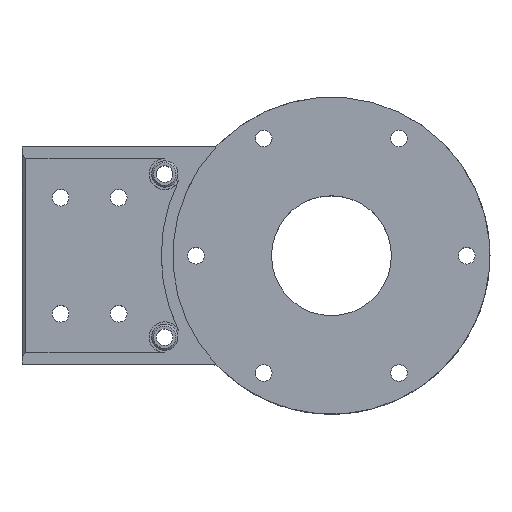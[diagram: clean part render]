
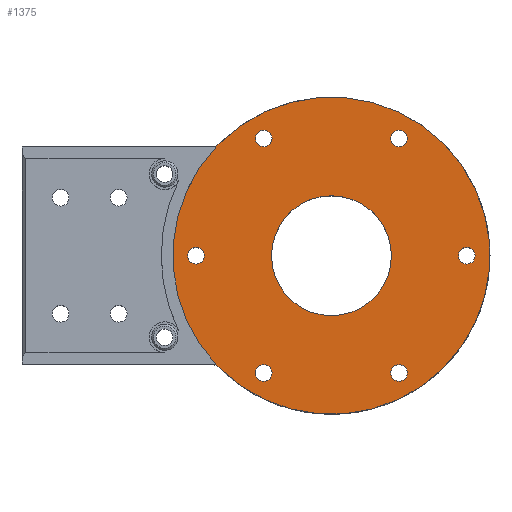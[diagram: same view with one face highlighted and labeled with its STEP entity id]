
A CAD part, top view. The second image highlights one B-rep face of the part: STEP entity #1375.
In plain terms, the highlighted planar face has unit normal (0, 0, 1).
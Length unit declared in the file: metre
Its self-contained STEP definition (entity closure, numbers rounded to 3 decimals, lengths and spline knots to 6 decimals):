
#26=PLANE('',#1477);
#82=LINE('',#2064,#193);
#88=LINE('',#2094,#199);
#193=VECTOR('',#1636,1.);
#199=VECTOR('',#1664,1.);
#316=ORIENTED_EDGE('',*,*,#678,.T.);
#317=ORIENTED_EDGE('',*,*,#679,.T.);
#318=ORIENTED_EDGE('',*,*,#680,.T.);
#319=ORIENTED_EDGE('',*,*,#681,.T.);
#320=ORIENTED_EDGE('',*,*,#682,.T.);
#321=ORIENTED_EDGE('',*,*,#683,.T.);
#322=ORIENTED_EDGE('',*,*,#684,.T.);
#323=ORIENTED_EDGE('',*,*,#677,.T.);
#324=ORIENTED_EDGE('',*,*,#685,.F.);
#325=ORIENTED_EDGE('',*,*,#686,.T.);
#326=ORIENTED_EDGE('',*,*,#687,.T.);
#327=ORIENTED_EDGE('',*,*,#666,.F.);
#328=ORIENTED_EDGE('',*,*,#670,.F.);
#666=EDGE_CURVE('',#848,#849,#981,.T.);
#670=EDGE_CURVE('',#852,#848,#82,.T.);
#677=EDGE_CURVE('',#852,#857,#983,.T.);
#678=EDGE_CURVE('',#858,#858,#984,.T.);
#679=EDGE_CURVE('',#859,#859,#985,.T.);
#680=EDGE_CURVE('',#860,#860,#986,.T.);
#681=EDGE_CURVE('',#861,#861,#987,.T.);
#682=EDGE_CURVE('',#862,#862,#988,.T.);
#683=EDGE_CURVE('',#863,#863,#989,.T.);
#684=EDGE_CURVE('',#864,#864,#990,.T.);
#685=EDGE_CURVE('',#865,#857,#88,.T.);
#686=EDGE_CURVE('',#865,#866,#991,.T.);
#687=EDGE_CURVE('',#866,#849,#992,.T.);
#848=VERTEX_POINT('',#2052);
#849=VERTEX_POINT('',#2053);
#852=VERTEX_POINT('',#2065);
#857=VERTEX_POINT('',#2077);
#858=VERTEX_POINT('',#2081);
#859=VERTEX_POINT('',#2083);
#860=VERTEX_POINT('',#2085);
#861=VERTEX_POINT('',#2087);
#862=VERTEX_POINT('',#2089);
#863=VERTEX_POINT('',#2091);
#864=VERTEX_POINT('',#2093);
#865=VERTEX_POINT('',#2095);
#866=VERTEX_POINT('',#2097);
#981=CIRCLE('',#1472,0.003);
#983=CIRCLE('',#1476,0.041);
#984=CIRCLE('',#1478,0.0155);
#985=CIRCLE('',#1479,0.00215);
#986=CIRCLE('',#1480,0.00215);
#987=CIRCLE('',#1481,0.00215);
#988=CIRCLE('',#1482,0.00215);
#989=CIRCLE('',#1483,0.00215);
#990=CIRCLE('',#1484,0.00215);
#991=CIRCLE('',#1485,0.003);
#992=CIRCLE('',#1486,0.041);
#1051=EDGE_LOOP('',(#316));
#1052=EDGE_LOOP('',(#317));
#1053=EDGE_LOOP('',(#318));
#1054=EDGE_LOOP('',(#319));
#1055=EDGE_LOOP('',(#320));
#1056=EDGE_LOOP('',(#321));
#1057=EDGE_LOOP('',(#322));
#1058=EDGE_LOOP('',(#323,#324,#325,#326,#327,#328));
#1198=FACE_BOUND('',#1051,.T.);
#1199=FACE_BOUND('',#1052,.T.);
#1200=FACE_BOUND('',#1053,.T.);
#1201=FACE_BOUND('',#1054,.T.);
#1202=FACE_BOUND('',#1055,.T.);
#1203=FACE_BOUND('',#1056,.T.);
#1204=FACE_BOUND('',#1057,.T.);
#1205=FACE_BOUND('',#1058,.T.);
#1375=ADVANCED_FACE('',(#1198,#1199,#1200,#1201,#1202,#1203,#1204,#1205),
#26,.T.);
#1472=AXIS2_PLACEMENT_3D('',#2051,#1630,#1631);
#1476=AXIS2_PLACEMENT_3D('',#2078,#1646,#1647);
#1477=AXIS2_PLACEMENT_3D('',#2079,#1648,#1649);
#1478=AXIS2_PLACEMENT_3D('',#2080,#1650,#1651);
#1479=AXIS2_PLACEMENT_3D('',#2082,#1652,#1653);
#1480=AXIS2_PLACEMENT_3D('',#2084,#1654,#1655);
#1481=AXIS2_PLACEMENT_3D('',#2086,#1656,#1657);
#1482=AXIS2_PLACEMENT_3D('',#2088,#1658,#1659);
#1483=AXIS2_PLACEMENT_3D('',#2090,#1660,#1661);
#1484=AXIS2_PLACEMENT_3D('',#2092,#1662,#1663);
#1485=AXIS2_PLACEMENT_3D('',#2096,#1665,#1666);
#1486=AXIS2_PLACEMENT_3D('',#2098,#1667,#1668);
#1630=DIRECTION('',(0.,0.,1.));
#1631=DIRECTION('',(0.383,-0.924,0.));
#1636=DIRECTION('',(-1.,0.,0.));
#1646=DIRECTION('',(0.,0.,1.));
#1647=DIRECTION('',(-1.,0.,0.));
#1648=DIRECTION('',(0.,0.,1.));
#1649=DIRECTION('',(0.,-1.,0.));
#1650=DIRECTION('',(0.,0.,-1.));
#1651=DIRECTION('',(1.,0.,0.));
#1652=DIRECTION('',(0.,0.,-1.));
#1653=DIRECTION('',(-1.,0.,0.));
#1654=DIRECTION('',(0.,0.,-1.));
#1655=DIRECTION('',(-1.,0.,0.));
#1656=DIRECTION('',(0.,0.,-1.));
#1657=DIRECTION('',(-1.,0.,0.));
#1658=DIRECTION('',(0.,0.,-1.));
#1659=DIRECTION('',(1.,0.,0.));
#1660=DIRECTION('',(0.,0.,-1.));
#1661=DIRECTION('',(1.,0.,0.));
#1662=DIRECTION('',(0.,0.,-1.));
#1663=DIRECTION('',(1.,0.,0.));
#1664=DIRECTION('',(1.,0.,0.));
#1665=DIRECTION('',(0.,0.,-1.));
#1666=DIRECTION('',(0.383,0.924,0.));
#1667=DIRECTION('',(0.,0.,1.));
#1668=DIRECTION('',(-1.,0.,0.));
#2051=CARTESIAN_POINT('',(-0.031125,0.0311,0.025));
#2052=CARTESIAN_POINT('',(-0.031125,0.0281,0.025));
#2053=CARTESIAN_POINT('',(-0.029003,0.02898,0.025));
#2064=CARTESIAN_POINT('',(-0.014928,0.0281,0.025));
#2065=CARTESIAN_POINT('',(-0.029856,0.0281,0.025));
#2077=CARTESIAN_POINT('',(-0.029856,-0.0281,0.025));
#2078=CARTESIAN_POINT('',(0.,0.,0.025));
#2079=CARTESIAN_POINT('',(0.,0.,0.025));
#2080=CARTESIAN_POINT('',(0.,0.,0.025));
#2081=CARTESIAN_POINT('',(0.0155,0.,0.025));
#2082=CARTESIAN_POINT('',(-0.0175,-0.030311,0.025));
#2083=CARTESIAN_POINT('',(-0.01965,-0.030311,0.025));
#2084=CARTESIAN_POINT('',(-0.0175,0.030311,0.025));
#2085=CARTESIAN_POINT('',(-0.01965,0.030311,0.025));
#2086=CARTESIAN_POINT('',(0.035,0.,0.025));
#2087=CARTESIAN_POINT('',(0.03285,0.,0.025));
#2088=CARTESIAN_POINT('',(0.0175,0.030311,0.025));
#2089=CARTESIAN_POINT('',(0.01965,0.030311,0.025));
#2090=CARTESIAN_POINT('',(-0.035,0.,0.025));
#2091=CARTESIAN_POINT('',(-0.03285,0.,0.025));
#2092=CARTESIAN_POINT('',(0.0175,-0.030311,0.025));
#2093=CARTESIAN_POINT('',(0.01965,-0.030311,0.025));
#2094=CARTESIAN_POINT('',(-0.04,-0.0281,0.025));
#2095=CARTESIAN_POINT('',(-0.031125,-0.0281,0.025));
#2096=CARTESIAN_POINT('',(-0.031125,-0.0311,0.025));
#2097=CARTESIAN_POINT('',(-0.029003,-0.02898,0.025));
#2098=CARTESIAN_POINT('',(0.,0.,0.025));
